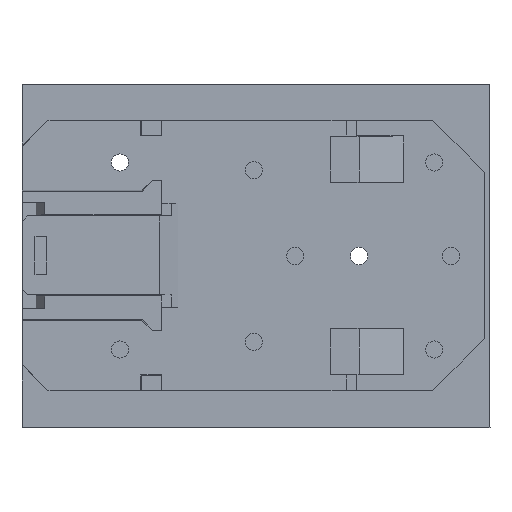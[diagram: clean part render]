
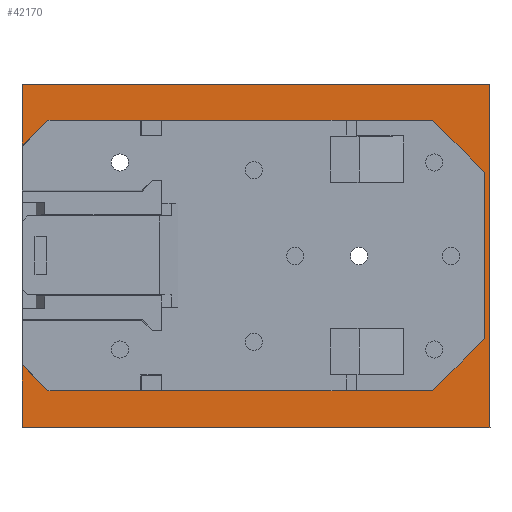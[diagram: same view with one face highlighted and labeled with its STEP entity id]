
A CAD part, front view. The second image highlights one B-rep face of the part: STEP entity #42170.
In plain terms, the highlighted face is planar.
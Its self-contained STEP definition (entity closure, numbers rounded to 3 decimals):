
#3840=CARTESIAN_POINT('',(5.891,6.98,
74.201));
#3850=VERTEX_POINT('',#3840);
#4000=CARTESIAN_POINT('',(-4.109,16.98,
74.201));
#4010=VERTEX_POINT('',#4000);
#4040=CARTESIAN_POINT('',(12.871,0.,74.201));
#4050=DIRECTION('',(-0.707,0.707,
0.));
#4060=VECTOR('',#4050,1.);
#4070=LINE('',#4040,#4060);
#4080=EDGE_CURVE('',#3850,#4010,#4070,.T.);
#4760=CARTESIAN_POINT('',(-4.109,48.98,
74.201));
#4770=VERTEX_POINT('',#4760);
#4800=CARTESIAN_POINT('',(-4.109,0.,74.201));
#4810=DIRECTION('',(0.,-1.,0.));
#4820=VECTOR('',#4810,1.);
#4830=LINE('',#4800,#4820);
#4840=EDGE_CURVE('',#4770,#4010,#4830,.T.);
#5230=CARTESIAN_POINT('',(79.891,6.98,
74.201));
#5240=VERTEX_POINT('',#5230);
#5270=CARTESIAN_POINT('',(0.,-72.912,74.201));
#5280=DIRECTION('',(0.707,0.707,
0.));
#5290=VECTOR('',#5280,1.);
#5300=LINE('',#5270,#5290);
#5310=CARTESIAN_POINT('',(84.841,11.93,
74.201));
#5320=VERTEX_POINT('',#5310);
#5330=EDGE_CURVE('',#5240,#5320,#5300,.T.);
#7100=CARTESIAN_POINT('',(5.891,58.98,
74.201));
#7110=VERTEX_POINT('',#7100);
#7140=CARTESIAN_POINT('',(-53.088,0.,74.201));
#7150=DIRECTION('',(0.707,0.707,
0.));
#7160=VECTOR('',#7150,1.);
#7170=LINE('',#7140,#7160);
#7180=EDGE_CURVE('',#4770,#7110,#7170,.T.);
#15970=CARTESIAN_POINT('',(0.,6.98,74.201));
#15980=DIRECTION('',(1.,0.,0.));
#15990=VECTOR('',#15980,1.);
#16000=LINE('',#15970,#15990);
#16010=EDGE_CURVE('',#3850,#5240,#16000,.T.);
#22360=CARTESIAN_POINT('',(79.891,58.98,
74.201));
#22370=VERTEX_POINT('',#22360);
#22530=CARTESIAN_POINT('',(84.841,54.03,
74.201));
#22540=VERTEX_POINT('',#22530);
#22570=CARTESIAN_POINT('',(138.871,0.,74.201));
#22580=DIRECTION('',(-0.707,0.707,
0.));
#22590=VECTOR('',#22580,1.);
#22600=LINE('',#22570,#22590);
#22610=EDGE_CURVE('',#22540,#22370,#22600,.T.);
#36080=CARTESIAN_POINT('',(0.,58.98,74.201));
#36090=DIRECTION('',(1.,0.,0.));
#36100=VECTOR('',#36090,1.);
#36110=LINE('',#36080,#36100);
#36120=EDGE_CURVE('',#7110,#22370,#36110,.T.);
#41690=CARTESIAN_POINT('',(47.876,32.869,
74.201));
#41700=DIRECTION('',(0.,0.,1.));
#41710=DIRECTION('',(0.,1.,0.));
#41720=AXIS2_PLACEMENT_3D('',#41690,#41700,#41710);
#41730=PLANE('',#41720);
#41740=CARTESIAN_POINT('',(47.876,-0.131,
74.201));
#41750=DIRECTION('',(-1.,0.,0.));
#41760=VECTOR('',#41750,1.);
#41770=LINE('',#41740,#41760);
#41780=CARTESIAN_POINT('',(84.841,-0.131,
74.201));
#41790=VERTEX_POINT('',#41780);
#41800=CARTESIAN_POINT('',(-5.159,-0.131,
74.201));
#41810=VERTEX_POINT('',#41800);
#41820=EDGE_CURVE('',#41790,#41810,#41770,.T.);
#41830=ORIENTED_EDGE('',*,*,#41820,.T.);
#41840=CARTESIAN_POINT('',(84.841,32.869,
74.201));
#41850=DIRECTION('',(0.,-1.,0.));
#41860=VECTOR('',#41850,1.);
#41870=LINE('',#41840,#41860);
#41880=EDGE_CURVE('',#5320,#41790,#41870,.T.);
#41890=ORIENTED_EDGE('',*,*,#41880,.T.);
#41900=ORIENTED_EDGE('',*,*,#5330,.T.);
#41910=ORIENTED_EDGE('',*,*,#16010,.T.);
#41920=ORIENTED_EDGE('',*,*,#4080,.F.);
#41930=ORIENTED_EDGE('',*,*,#4840,.T.);
#41940=ORIENTED_EDGE('',*,*,#7180,.F.);
#41950=ORIENTED_EDGE('',*,*,#36120,.F.);
#41960=ORIENTED_EDGE('',*,*,#22610,.T.);
#41970=CARTESIAN_POINT('',(84.841,65.869,
74.201));
#41980=VERTEX_POINT('',#41970);
#41990=EDGE_CURVE('',#41980,#22540,#41870,.T.);
#42000=ORIENTED_EDGE('',*,*,#41990,.T.);
#42010=CARTESIAN_POINT('',(47.876,65.869,
74.201));
#42020=DIRECTION('',(1.,0.,0.));
#42030=VECTOR('',#42020,1.);
#42040=LINE('',#42010,#42030);
#42050=CARTESIAN_POINT('',(-5.159,65.869,
74.201));
#42060=VERTEX_POINT('',#42050);
#42070=EDGE_CURVE('',#42060,#41980,#42040,.T.);
#42080=ORIENTED_EDGE('',*,*,#42070,.T.);
#42090=CARTESIAN_POINT('',(-5.159,32.869,
74.201));
#42100=DIRECTION('',(0.,1.,0.));
#42110=VECTOR('',#42100,1.);
#42120=LINE('',#42090,#42110);
#42130=EDGE_CURVE('',#41810,#42060,#42120,.T.);
#42140=ORIENTED_EDGE('',*,*,#42130,.T.);
#42150=EDGE_LOOP('',(#42140,#42080,#42000,#41960,#41950,#41940,#41930,
#41920,#41910,#41900,#41890,#41830));
#42160=FACE_OUTER_BOUND('',#42150,.T.);
#42170=ADVANCED_FACE('',(#42160),#41730,.F.);
